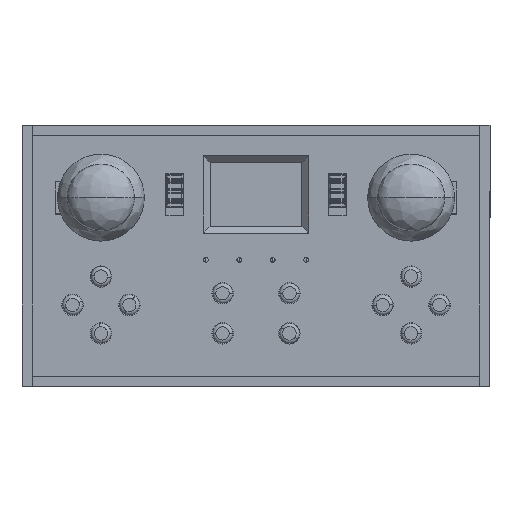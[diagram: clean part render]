
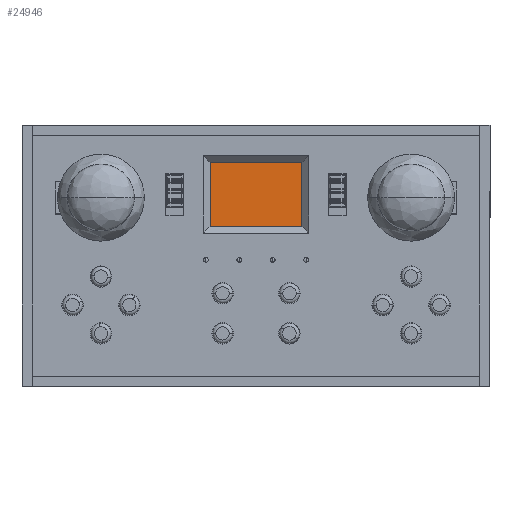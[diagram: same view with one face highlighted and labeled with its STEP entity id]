
A CAD part, top view. The second image highlights one B-rep face of the part: STEP entity #24946.
In plain terms, the highlighted face is planar.
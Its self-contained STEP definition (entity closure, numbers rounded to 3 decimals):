
#463 = VERTEX_POINT ( 'NONE', #29489 ) ;
#699 = VECTOR ( 'NONE', #18852, 1000. ) ;
#4570 = EDGE_CURVE ( 'NONE', #16903, #15018, #41666, .T. ) ;
#5222 = LINE ( 'NONE', #16323, #699 ) ;
#6690 = CARTESIAN_POINT ( 'NONE',  ( 0., 3., 23.35 ) ) ;
#7271 = VECTOR ( 'NONE', #8487, 1000. ) ;
#7599 = DIRECTION ( 'NONE',  ( 0., 0., 1. ) ) ;
#8487 = DIRECTION ( 'NONE',  ( 1., 0., 0. ) ) ;
#9055 = VECTOR ( 'NONE', #7599, 1000. ) ;
#10485 = LINE ( 'NONE', #21914, #7271 ) ;
#10848 = ORIENTED_EDGE ( 'NONE', *, *, #30837, .T. ) ;
#10864 = CARTESIAN_POINT ( 'NONE',  ( 0., 3., 4.15 ) ) ;
#12820 = EDGE_CURVE ( 'NONE', #29491, #463, #27504, .T. ) ;
#13597 = CARTESIAN_POINT ( 'NONE',  ( 27.5, 3., 4.15 ) ) ;
#15018 = VERTEX_POINT ( 'NONE', #6690 ) ;
#16323 = CARTESIAN_POINT ( 'NONE',  ( 0., 3., 4.15 ) ) ;
#16797 = DIRECTION ( 'NONE',  ( 0., 0., 1. ) ) ;
#16903 = VERTEX_POINT ( 'NONE', #10864 ) ;
#17157 = FACE_OUTER_BOUND ( 'NONE', #31725, .T. ) ;
#17384 = PLANE ( 'NONE',  #18462 ) ;
#17576 = ORIENTED_EDGE ( 'NONE', *, *, #4570, .T. ) ;
#18462 = AXIS2_PLACEMENT_3D ( 'NONE', #30599, #27236, #44249 ) ;
#18852 = DIRECTION ( 'NONE',  ( 1., 0., 0. ) ) ;
#19632 = ORIENTED_EDGE ( 'NONE', *, *, #37702, .F. ) ;
#21465 = CARTESIAN_POINT ( 'NONE',  ( 27.5, 3., 4.15 ) ) ;
#21914 = CARTESIAN_POINT ( 'NONE',  ( 0., 3., 23.35 ) ) ;
#24946 = ADVANCED_FACE ( 'NONE', ( #17157 ), #17384, .T. ) ;
#27236 = DIRECTION ( 'NONE',  ( 0., 1., 0. ) ) ;
#27504 = LINE ( 'NONE', #21465, #9055 ) ;
#29489 = CARTESIAN_POINT ( 'NONE',  ( 27.5, 3., 23.35 ) ) ;
#29491 = VERTEX_POINT ( 'NONE', #13597 ) ;
#30599 = CARTESIAN_POINT ( 'NONE',  ( 0., 3., 0. ) ) ;
#30837 = EDGE_CURVE ( 'NONE', #15018, #463, #10485, .T. ) ;
#31725 = EDGE_LOOP ( 'NONE', ( #17576, #10848, #43997, #19632 ) ) ;
#37213 = CARTESIAN_POINT ( 'NONE',  ( 0., 3., 4.15 ) ) ;
#37702 = EDGE_CURVE ( 'NONE', #16903, #29491, #5222, .T. ) ;
#38156 = VECTOR ( 'NONE', #16797, 1000. ) ;
#41666 = LINE ( 'NONE', #37213, #38156 ) ;
#43997 = ORIENTED_EDGE ( 'NONE', *, *, #12820, .F. ) ;
#44249 = DIRECTION ( 'NONE',  ( 0., 0., 1. ) ) ;
